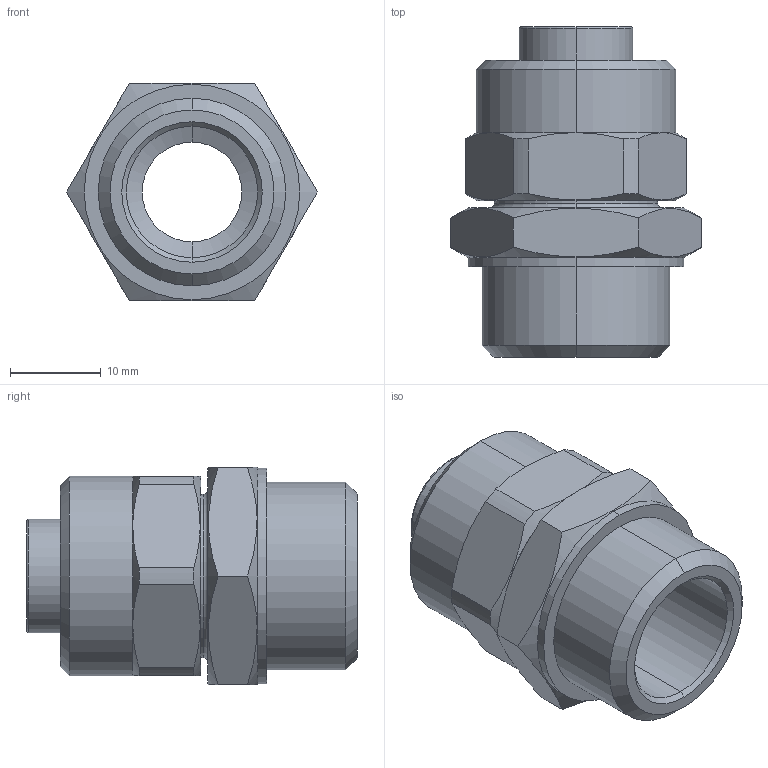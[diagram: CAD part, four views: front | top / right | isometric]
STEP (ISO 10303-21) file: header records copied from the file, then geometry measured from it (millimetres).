
FILE_DESCRIPTION (( 'STEP AP203' ), '1' );
FILE_NAME ('02020084.STEP', '2011-09-19T12:51:14', ( '' ), ( 'sopra-pneumatic' ), 'SwSTEP 2.0', 'SolidWorks 2011', '' );
FILE_SCHEMA (( 'CONFIG_CONTROL_DESIGN' ));
Length unit declared in the file: millimetre
Products named in the file (1): 02020084
Bounding box: 27.71 x 36.5 x 24 mm (x, y, z)
Volume: 8501.6 mm3; surface area: 5129.9 mm2
Topology: 1 solids, 1 shells, 71 faces, 162 edges, 98 vertices
Faces by surface type: cylinder 24, cone 24, plane 19, torus 4
Entity records: 2265 total; most frequent: CARTESIAN_POINT 600, DIRECTION 342, ORIENTED_EDGE 324, EDGE_CURVE 162, AXIS2_PLACEMENT_3D 144, VERTEX_POINT 98, EDGE_LOOP 78, CIRCLE 72
